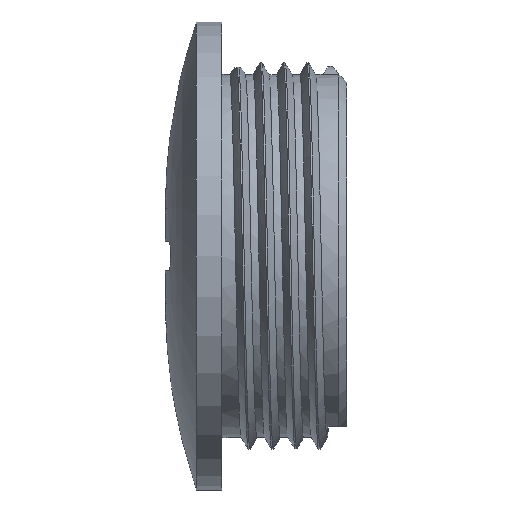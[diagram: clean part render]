
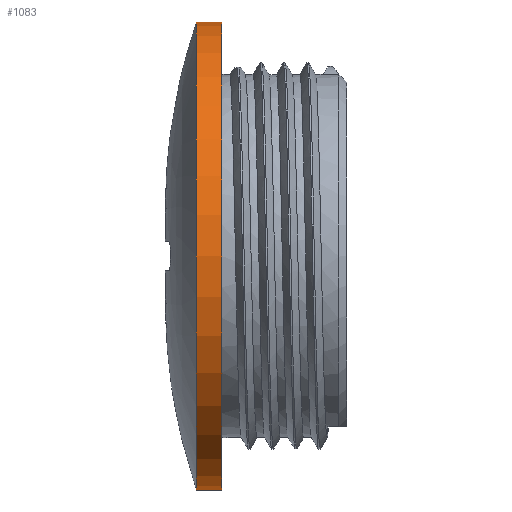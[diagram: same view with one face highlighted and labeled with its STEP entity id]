
A CAD part, front view. The second image highlights one B-rep face of the part: STEP entity #1083.
In plain terms, the highlighted cylindrical face has radius 15 mm (diameter 30 mm), a full revolution.
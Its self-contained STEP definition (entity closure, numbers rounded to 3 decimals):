
#50=FACE_BOUND('',#234,.T.);
#164=FACE_OUTER_BOUND('',#233,.T.);
#233=EDGE_LOOP('',(#1004,#1005));
#234=EDGE_LOOP('',(#1006));
#450=CIRCLE('',#1182,15.);
#451=CIRCLE('',#1183,15.);
#452=CIRCLE('',#1185,15.);
#548=VERTEX_POINT('',#2743);
#549=VERTEX_POINT('',#2744);
#550=VERTEX_POINT('',#2751);
#700=EDGE_CURVE('',#548,#549,#450,.T.);
#701=EDGE_CURVE('',#549,#548,#451,.T.);
#703=EDGE_CURVE('',#550,#550,#452,.T.);
#1004=ORIENTED_EDGE('',*,*,#700,.T.);
#1005=ORIENTED_EDGE('',*,*,#701,.T.);
#1006=ORIENTED_EDGE('',*,*,#703,.F.);
#1021=CYLINDRICAL_SURFACE('',#1184,15.);
#1083=ADVANCED_FACE('',(#164,#50),#1021,.T.);
#1182=AXIS2_PLACEMENT_3D('',#2745,#1457,#1458);
#1183=AXIS2_PLACEMENT_3D('',#2746,#1459,#1460);
#1184=AXIS2_PLACEMENT_3D('',#2750,#1461,#1462);
#1185=AXIS2_PLACEMENT_3D('',#2752,#1463,#1464);
#1457=DIRECTION('center_axis',(1.,0.,0.));
#1458=DIRECTION('ref_axis',(0.,0.,-1.));
#1459=DIRECTION('center_axis',(1.,0.,0.));
#1460=DIRECTION('ref_axis',(0.,0.,-1.));
#1461=DIRECTION('center_axis',(1.,0.,0.));
#1462=DIRECTION('ref_axis',(0.,1.,0.));
#1463=DIRECTION('center_axis',(1.,0.,0.));
#1464=DIRECTION('ref_axis',(0.,0.,-1.));
#2743=CARTESIAN_POINT('',(-9.63,15.,0.));
#2744=CARTESIAN_POINT('',(-9.63,0.,15.));
#2745=CARTESIAN_POINT('Origin',(-9.63,0.,
0.));
#2746=CARTESIAN_POINT('Origin',(-9.63,0.,
0.));
#2750=CARTESIAN_POINT('Origin',(-8.815,0.,
0.));
#2751=CARTESIAN_POINT('',(-8.,15.,0.));
#2752=CARTESIAN_POINT('Origin',(-8.,0.,
0.));
